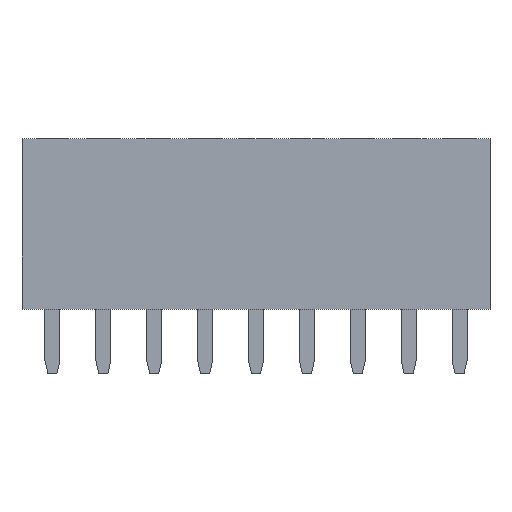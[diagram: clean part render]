
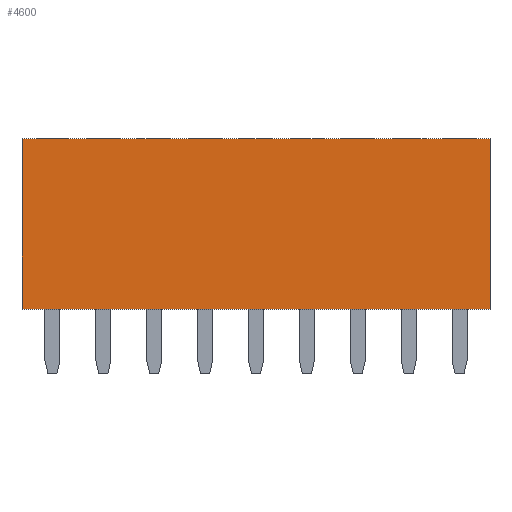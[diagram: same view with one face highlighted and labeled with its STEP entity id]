
A CAD part, front view. The second image highlights one B-rep face of the part: STEP entity #4600.
In plain terms, the highlighted planar face has unit normal (0, -1, 0).
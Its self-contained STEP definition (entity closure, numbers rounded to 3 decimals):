
#47 = VERTEX_POINT('',#48);
#48 = CARTESIAN_POINT('',(-11.68,-1.25,8.5));
#54 = EDGE_CURVE('',#47,#55,#57,.T.);
#55 = VERTEX_POINT('',#56);
#56 = CARTESIAN_POINT('',(-11.68,-1.25,0.));
#57 = LINE('',#58,#59);
#58 = CARTESIAN_POINT('',(-11.68,-1.25,8.5));
#59 = VECTOR('',#60,1.);
#60 = DIRECTION('',(-0.,0.,-1.));
#125 = EDGE_CURVE('',#126,#47,#128,.T.);
#126 = VERTEX_POINT('',#127);
#127 = CARTESIAN_POINT('',(0.,-1.25,8.5));
#128 = LINE('',#129,#130);
#129 = CARTESIAN_POINT('',(0.,-1.25,8.5));
#130 = VECTOR('',#131,1.);
#131 = DIRECTION('',(-1.,-0.,0.));
#133 = EDGE_CURVE('',#126,#134,#136,.T.);
#134 = VERTEX_POINT('',#135);
#135 = CARTESIAN_POINT('',(11.68,-1.25,8.5));
#136 = LINE('',#137,#138);
#137 = CARTESIAN_POINT('',(0.,-1.25,8.5));
#138 = VECTOR('',#139,1.);
#139 = DIRECTION('',(1.,0.,0.));
#486 = EDGE_CURVE('',#134,#487,#489,.T.);
#487 = VERTEX_POINT('',#488);
#488 = CARTESIAN_POINT('',(11.68,-1.25,0.));
#489 = LINE('',#490,#491);
#490 = CARTESIAN_POINT('',(11.68,-1.25,8.5));
#491 = VECTOR('',#492,1.);
#492 = DIRECTION('',(0.,0.,-1.));
#4600 = ADVANCED_FACE('',(#4601),#4621,.T.);
#4601 = FACE_BOUND('',#4602,.T.);
#4602 = EDGE_LOOP('',(#4603,#4604,#4605,#4606,#4614,#4620));
#4603 = ORIENTED_EDGE('',*,*,#133,.F.);
#4604 = ORIENTED_EDGE('',*,*,#125,.T.);
#4605 = ORIENTED_EDGE('',*,*,#54,.T.);
#4606 = ORIENTED_EDGE('',*,*,#4607,.T.);
#4607 = EDGE_CURVE('',#55,#4608,#4610,.T.);
#4608 = VERTEX_POINT('',#4609);
#4609 = CARTESIAN_POINT('',(0.,-1.25,0.));
#4610 = LINE('',#4611,#4612);
#4611 = CARTESIAN_POINT('',(-11.68,-1.25,0.));
#4612 = VECTOR('',#4613,1.);
#4613 = DIRECTION('',(1.,0.,0.));
#4614 = ORIENTED_EDGE('',*,*,#4615,.F.);
#4615 = EDGE_CURVE('',#487,#4608,#4616,.T.);
#4616 = LINE('',#4617,#4618);
#4617 = CARTESIAN_POINT('',(11.68,-1.25,0.));
#4618 = VECTOR('',#4619,1.);
#4619 = DIRECTION('',(-1.,0.,0.));
#4620 = ORIENTED_EDGE('',*,*,#486,.F.);
#4621 = PLANE('',#4622);
#4622 = AXIS2_PLACEMENT_3D('',#4623,#4624,#4625);
#4623 = CARTESIAN_POINT('',(0.,-1.25,8.5));
#4624 = DIRECTION('',(0.,-1.,0.));
#4625 = DIRECTION('',(0.,0.,-1.));
